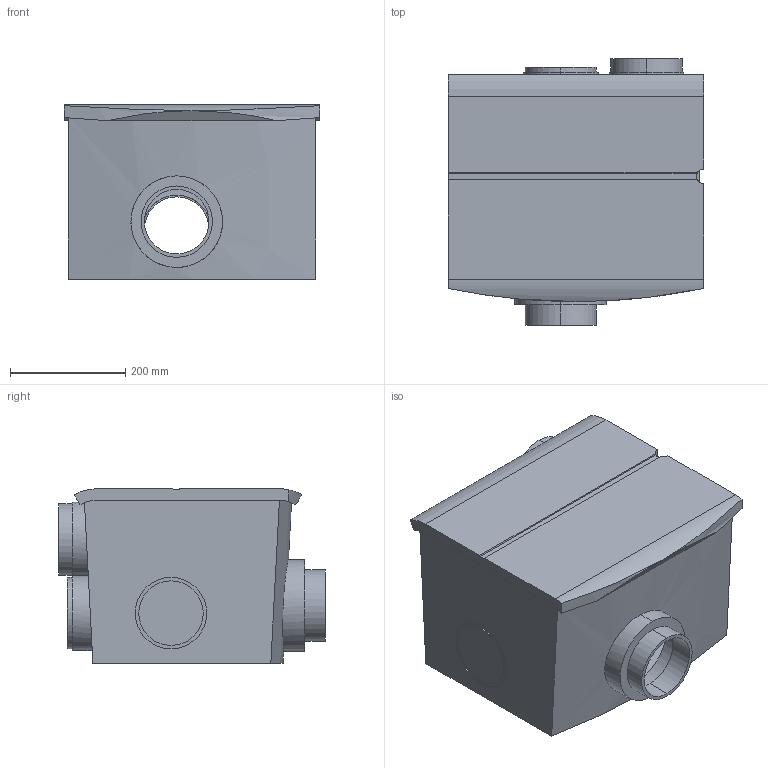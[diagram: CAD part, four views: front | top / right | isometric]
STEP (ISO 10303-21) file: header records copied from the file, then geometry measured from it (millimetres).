
FILE_DESCRIPTION (( 'STEP AP214' ), '1' );
FILE_NAME ('ZEG2 EC.STEP', '2018-05-12T14:52:08', ( 'CADnetwork' ), ( '' ), 'SwSTEP 2.0', 'SolidWorks 2014', '' );
FILE_SCHEMA (( 'AUTOMOTIVE_DESIGN' ));
Length unit declared in the file: millimetre
Products named in the file (1): ZEG2 EC
Bounding box: 443 x 463 x 303 mm (x, y, z)
Volume: 6925558.1 mm3; surface area: 1571229 mm2
Topology: 2 solids, 2 shells, 120 faces, 281 edges, 187 vertices
Faces by surface type: cylinder 69, plane 49, bspline 2
Entity records: 3892 total; most frequent: CARTESIAN_POINT 993, DIRECTION 621, ORIENTED_EDGE 562, EDGE_CURVE 281, AXIS2_PLACEMENT_3D 244, VERTEX_POINT 187, EDGE_LOOP 156, LINE 133
